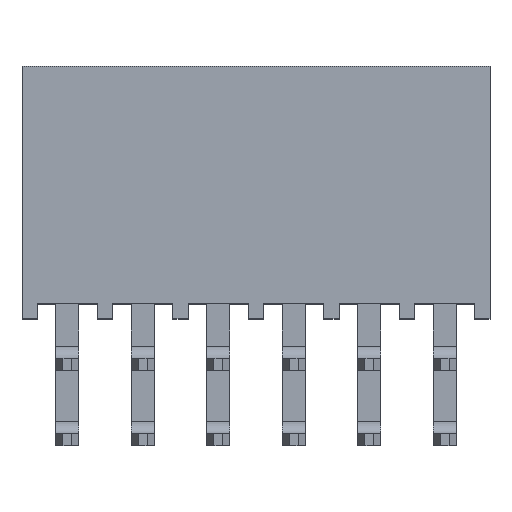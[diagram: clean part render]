
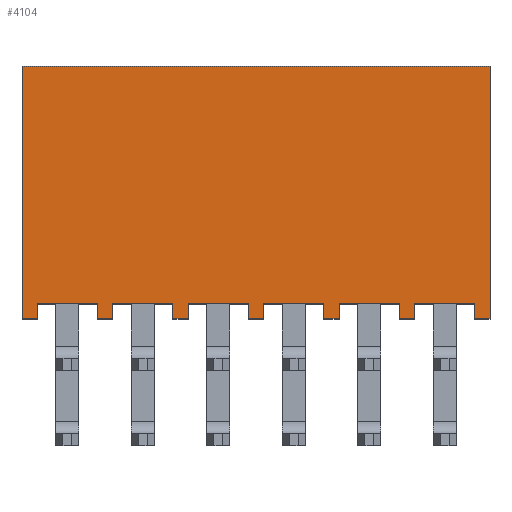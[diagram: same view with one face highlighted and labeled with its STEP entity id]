
A CAD part, top view. The second image highlights one B-rep face of the part: STEP entity #4104.
In plain terms, the highlighted planar face has unit normal (0, 0, 1).
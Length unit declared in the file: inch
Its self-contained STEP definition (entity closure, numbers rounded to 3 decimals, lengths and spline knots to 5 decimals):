
#131=ORIENTED_EDGE('',*,*,#1331,.F.);
#132=ORIENTED_EDGE('',*,*,#1332,.T.);
#133=ORIENTED_EDGE('',*,*,#1333,.F.);
#134=ORIENTED_EDGE('',*,*,#1334,.F.);
#135=ORIENTED_EDGE('',*,*,#1335,.T.);
#136=ORIENTED_EDGE('',*,*,#1336,.T.);
#137=ORIENTED_EDGE('',*,*,#1337,.F.);
#138=ORIENTED_EDGE('',*,*,#1338,.F.);
#139=ORIENTED_EDGE('',*,*,#1339,.F.);
#140=ORIENTED_EDGE('',*,*,#1340,.T.);
#141=ORIENTED_EDGE('',*,*,#1341,.F.);
#142=ORIENTED_EDGE('',*,*,#1342,.F.);
#143=ORIENTED_EDGE('',*,*,#1343,.F.);
#144=ORIENTED_EDGE('',*,*,#1344,.T.);
#145=ORIENTED_EDGE('',*,*,#1345,.F.);
#146=ORIENTED_EDGE('',*,*,#1346,.F.);
#147=ORIENTED_EDGE('',*,*,#1347,.F.);
#148=ORIENTED_EDGE('',*,*,#1348,.T.);
#149=ORIENTED_EDGE('',*,*,#1349,.F.);
#150=ORIENTED_EDGE('',*,*,#1350,.F.);
#151=ORIENTED_EDGE('',*,*,#1351,.F.);
#152=ORIENTED_EDGE('',*,*,#1352,.T.);
#153=ORIENTED_EDGE('',*,*,#1353,.F.);
#154=ORIENTED_EDGE('',*,*,#1354,.F.);
#155=ORIENTED_EDGE('',*,*,#1355,.F.);
#156=ORIENTED_EDGE('',*,*,#1356,.T.);
#157=ORIENTED_EDGE('',*,*,#1357,.F.);
#158=ORIENTED_EDGE('',*,*,#1358,.F.);
#1331=EDGE_CURVE('',#1931,#1932,#2331,.T.);
#1332=EDGE_CURVE('',#1931,#1933,#2332,.T.);
#1333=EDGE_CURVE('',#1934,#1933,#2333,.T.);
#1334=EDGE_CURVE('',#1935,#1934,#2334,.T.);
#1335=EDGE_CURVE('',#1935,#1936,#2335,.T.);
#1336=EDGE_CURVE('',#1936,#1937,#2336,.T.);
#1337=EDGE_CURVE('',#1938,#1937,#2337,.T.);
#1338=EDGE_CURVE('',#1939,#1938,#2338,.T.);
#1339=EDGE_CURVE('',#1940,#1939,#2339,.T.);
#1340=EDGE_CURVE('',#1940,#1941,#2340,.T.);
#1341=EDGE_CURVE('',#1942,#1941,#2341,.T.);
#1342=EDGE_CURVE('',#1943,#1942,#2342,.T.);
#1343=EDGE_CURVE('',#1944,#1943,#2343,.T.);
#1344=EDGE_CURVE('',#1944,#1945,#2344,.T.);
#1345=EDGE_CURVE('',#1946,#1945,#2345,.T.);
#1346=EDGE_CURVE('',#1947,#1946,#2346,.T.);
#1347=EDGE_CURVE('',#1948,#1947,#2347,.T.);
#1348=EDGE_CURVE('',#1948,#1949,#2348,.T.);
#1349=EDGE_CURVE('',#1950,#1949,#2349,.T.);
#1350=EDGE_CURVE('',#1951,#1950,#2350,.T.);
#1351=EDGE_CURVE('',#1952,#1951,#2351,.T.);
#1352=EDGE_CURVE('',#1952,#1953,#2352,.T.);
#1353=EDGE_CURVE('',#1954,#1953,#2353,.T.);
#1354=EDGE_CURVE('',#1955,#1954,#2354,.T.);
#1355=EDGE_CURVE('',#1956,#1955,#2355,.T.);
#1356=EDGE_CURVE('',#1956,#1957,#2356,.T.);
#1357=EDGE_CURVE('',#1958,#1957,#2357,.T.);
#1358=EDGE_CURVE('',#1932,#1958,#2358,.T.);
#1931=VERTEX_POINT('',#5757);
#1932=VERTEX_POINT('',#5758);
#1933=VERTEX_POINT('',#5760);
#1934=VERTEX_POINT('',#5762);
#1935=VERTEX_POINT('',#5764);
#1936=VERTEX_POINT('',#5766);
#1937=VERTEX_POINT('',#5768);
#1938=VERTEX_POINT('',#5770);
#1939=VERTEX_POINT('',#5772);
#1940=VERTEX_POINT('',#5774);
#1941=VERTEX_POINT('',#5776);
#1942=VERTEX_POINT('',#5778);
#1943=VERTEX_POINT('',#5780);
#1944=VERTEX_POINT('',#5782);
#1945=VERTEX_POINT('',#5784);
#1946=VERTEX_POINT('',#5786);
#1947=VERTEX_POINT('',#5788);
#1948=VERTEX_POINT('',#5790);
#1949=VERTEX_POINT('',#5792);
#1950=VERTEX_POINT('',#5794);
#1951=VERTEX_POINT('',#5796);
#1952=VERTEX_POINT('',#5798);
#1953=VERTEX_POINT('',#5800);
#1954=VERTEX_POINT('',#5802);
#1955=VERTEX_POINT('',#5804);
#1956=VERTEX_POINT('',#5806);
#1957=VERTEX_POINT('',#5808);
#1958=VERTEX_POINT('',#5810);
#2331=LINE('',#5756,#2883);
#2332=LINE('',#5759,#2884);
#2333=LINE('',#5761,#2885);
#2334=LINE('',#5763,#2886);
#2335=LINE('',#5765,#2887);
#2336=LINE('',#5767,#2888);
#2337=LINE('',#5769,#2889);
#2338=LINE('',#5771,#2890);
#2339=LINE('',#5773,#2891);
#2340=LINE('',#5775,#2892);
#2341=LINE('',#5777,#2893);
#2342=LINE('',#5779,#2894);
#2343=LINE('',#5781,#2895);
#2344=LINE('',#5783,#2896);
#2345=LINE('',#5785,#2897);
#2346=LINE('',#5787,#2898);
#2347=LINE('',#5789,#2899);
#2348=LINE('',#5791,#2900);
#2349=LINE('',#5793,#2901);
#2350=LINE('',#5795,#2902);
#2351=LINE('',#5797,#2903);
#2352=LINE('',#5799,#2904);
#2353=LINE('',#5801,#2905);
#2354=LINE('',#5803,#2906);
#2355=LINE('',#5805,#2907);
#2356=LINE('',#5807,#2908);
#2357=LINE('',#5809,#2909);
#2358=LINE('',#5811,#2910);
#2883=VECTOR('',#4645,39.37008);
#2884=VECTOR('',#4646,39.37008);
#2885=VECTOR('',#4647,39.37008);
#2886=VECTOR('',#4648,39.37008);
#2887=VECTOR('',#4649,39.37008);
#2888=VECTOR('',#4650,39.37008);
#2889=VECTOR('',#4651,39.37008);
#2890=VECTOR('',#4652,39.37008);
#2891=VECTOR('',#4653,39.37008);
#2892=VECTOR('',#4654,39.37008);
#2893=VECTOR('',#4655,39.37008);
#2894=VECTOR('',#4656,39.37008);
#2895=VECTOR('',#4657,39.37008);
#2896=VECTOR('',#4658,39.37008);
#2897=VECTOR('',#4659,39.37008);
#2898=VECTOR('',#4660,39.37008);
#2899=VECTOR('',#4661,39.37008);
#2900=VECTOR('',#4662,39.37008);
#2901=VECTOR('',#4663,39.37008);
#2902=VECTOR('',#4664,39.37008);
#2903=VECTOR('',#4665,39.37008);
#2904=VECTOR('',#4666,39.37008);
#2905=VECTOR('',#4667,39.37008);
#2906=VECTOR('',#4668,39.37008);
#2907=VECTOR('',#4669,39.37008);
#2908=VECTOR('',#4670,39.37008);
#2909=VECTOR('',#4671,39.37008);
#2910=VECTOR('',#4672,39.37008);
#3408=EDGE_LOOP('',(#131,#132,#133,#134,#135,#136,#137,#138,#139,#140,#141,
#142,#143,#144,#145,#146,#147,#148,#149,#150,#151,#152,#153,#154,#155,#156,
#157,#158));
#3660=FACE_BOUND('',#3408,.T.);
#3912=PLANE('',#4346);
#4104=ADVANCED_FACE('',(#3660),#3912,.F.);
#4346=AXIS2_PLACEMENT_3D('',#5755,#4643,#4644);
#4643=DIRECTION('',(0.,0.,-1.));
#4644=DIRECTION('',(-1.,0.,0.));
#4645=DIRECTION('',(0.,1.,0.));
#4646=DIRECTION('',(1.,0.,0.));
#4647=DIRECTION('',(0.,-1.,0.));
#4648=DIRECTION('',(1.,0.,0.));
#4649=DIRECTION('',(0.,-1.,0.));
#4650=DIRECTION('',(1.,0.,0.));
#4651=DIRECTION('',(0.,-1.,0.));
#4652=DIRECTION('',(-1.,0.,0.));
#4653=DIRECTION('',(0.,1.,0.));
#4654=DIRECTION('',(1.,0.,0.));
#4655=DIRECTION('',(0.,-1.,0.));
#4656=DIRECTION('',(-1.,0.,0.));
#4657=DIRECTION('',(0.,1.,0.));
#4658=DIRECTION('',(1.,0.,0.));
#4659=DIRECTION('',(0.,-1.,0.));
#4660=DIRECTION('',(-1.,0.,0.));
#4661=DIRECTION('',(0.,1.,0.));
#4662=DIRECTION('',(1.,0.,0.));
#4663=DIRECTION('',(0.,-1.,0.));
#4664=DIRECTION('',(-1.,0.,0.));
#4665=DIRECTION('',(0.,1.,0.));
#4666=DIRECTION('',(1.,0.,0.));
#4667=DIRECTION('',(0.,-1.,0.));
#4668=DIRECTION('',(-1.,0.,0.));
#4669=DIRECTION('',(0.,1.,0.));
#4670=DIRECTION('',(1.,0.,0.));
#4671=DIRECTION('',(0.,-1.,0.));
#4672=DIRECTION('',(-1.,0.,0.));
#5755=CARTESIAN_POINT('',(-0.31,0.335,0.0975));
#5756=CARTESIAN_POINT('',(0.29,0.335,0.0975));
#5757=CARTESIAN_POINT('',(0.29,0.,0.0975));
#5758=CARTESIAN_POINT('',(0.29,0.02,0.0975));
#5759=CARTESIAN_POINT('',(-0.31,0.,0.0975));
#5760=CARTESIAN_POINT('',(0.31,0.,0.0975));
#5761=CARTESIAN_POINT('',(0.31,0.335,0.0975));
#5762=CARTESIAN_POINT('',(0.31,0.335,0.0975));
#5763=CARTESIAN_POINT('',(-0.31,0.335,0.0975));
#5764=CARTESIAN_POINT('',(-0.31,0.335,0.0975));
#5765=CARTESIAN_POINT('',(-0.31,0.335,0.0975));
#5766=CARTESIAN_POINT('',(-0.31,0.,0.0975));
#5767=CARTESIAN_POINT('',(-0.31,0.,0.0975));
#5768=CARTESIAN_POINT('',(-0.29,0.,0.0975));
#5769=CARTESIAN_POINT('',(-0.29,0.335,0.0975));
#5770=CARTESIAN_POINT('',(-0.29,0.02,0.0975));
#5771=CARTESIAN_POINT('',(-0.31,0.02,0.0975));
#5772=CARTESIAN_POINT('',(-0.21,0.02,0.0975));
#5773=CARTESIAN_POINT('',(-0.21,0.335,0.0975));
#5774=CARTESIAN_POINT('',(-0.21,0.,0.0975));
#5775=CARTESIAN_POINT('',(-0.31,0.,0.0975));
#5776=CARTESIAN_POINT('',(-0.19,0.,0.0975));
#5777=CARTESIAN_POINT('',(-0.19,0.335,0.0975));
#5778=CARTESIAN_POINT('',(-0.19,0.02,0.0975));
#5779=CARTESIAN_POINT('',(-0.31,0.02,0.0975));
#5780=CARTESIAN_POINT('',(-0.11,0.02,0.0975));
#5781=CARTESIAN_POINT('',(-0.11,0.335,0.0975));
#5782=CARTESIAN_POINT('',(-0.11,0.,0.0975));
#5783=CARTESIAN_POINT('',(-0.31,0.,0.0975));
#5784=CARTESIAN_POINT('',(-0.09,0.,0.0975));
#5785=CARTESIAN_POINT('',(-0.09,0.335,0.0975));
#5786=CARTESIAN_POINT('',(-0.09,0.02,0.0975));
#5787=CARTESIAN_POINT('',(-0.31,0.02,0.0975));
#5788=CARTESIAN_POINT('',(-0.01,0.02,0.0975));
#5789=CARTESIAN_POINT('',(-0.01,0.335,0.0975));
#5790=CARTESIAN_POINT('',(-0.01,0.,0.0975));
#5791=CARTESIAN_POINT('',(-0.31,0.,0.0975));
#5792=CARTESIAN_POINT('',(0.01,0.,0.0975));
#5793=CARTESIAN_POINT('',(0.01,0.335,0.0975));
#5794=CARTESIAN_POINT('',(0.01,0.02,0.0975));
#5795=CARTESIAN_POINT('',(-0.31,0.02,0.0975));
#5796=CARTESIAN_POINT('',(0.09,0.02,0.0975));
#5797=CARTESIAN_POINT('',(0.09,0.335,0.0975));
#5798=CARTESIAN_POINT('',(0.09,0.,0.0975));
#5799=CARTESIAN_POINT('',(-0.31,0.,0.0975));
#5800=CARTESIAN_POINT('',(0.11,0.,0.0975));
#5801=CARTESIAN_POINT('',(0.11,0.335,0.0975));
#5802=CARTESIAN_POINT('',(0.11,0.02,0.0975));
#5803=CARTESIAN_POINT('',(-0.31,0.02,0.0975));
#5804=CARTESIAN_POINT('',(0.19,0.02,0.0975));
#5805=CARTESIAN_POINT('',(0.19,0.335,0.0975));
#5806=CARTESIAN_POINT('',(0.19,0.,0.0975));
#5807=CARTESIAN_POINT('',(-0.31,0.,0.0975));
#5808=CARTESIAN_POINT('',(0.21,0.,0.0975));
#5809=CARTESIAN_POINT('',(0.21,0.335,0.0975));
#5810=CARTESIAN_POINT('',(0.21,0.02,0.0975));
#5811=CARTESIAN_POINT('',(-0.31,0.02,0.0975));
